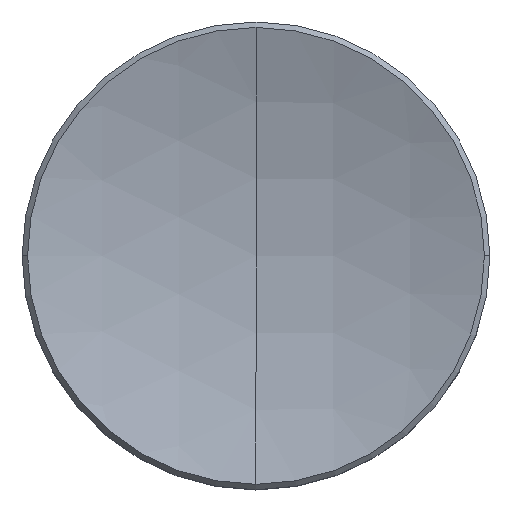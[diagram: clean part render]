
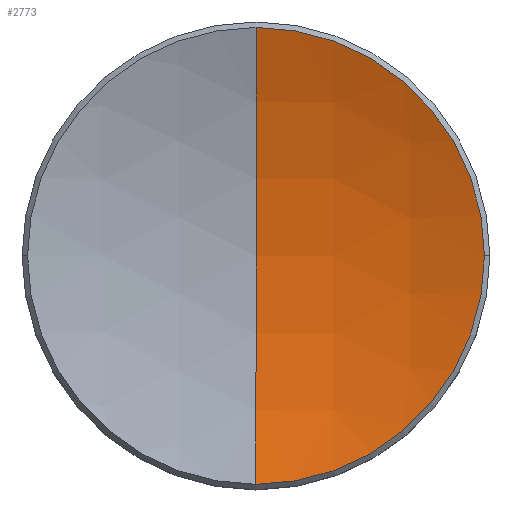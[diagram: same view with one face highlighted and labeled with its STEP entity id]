
A CAD part, top view. The second image highlights one B-rep face of the part: STEP entity #2773.
In plain terms, the highlighted spherical face has radius 19 mm.
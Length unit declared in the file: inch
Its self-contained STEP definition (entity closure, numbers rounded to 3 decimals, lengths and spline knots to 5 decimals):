
#555 = CARTESIAN_POINT ( 'NONE',  ( 0., 0., 0.11811 ) ) ;
#556 = CARTESIAN_POINT ( 'NONE',  ( 0., 0.24417, 0.15908 ) ) ;
#744 = CARTESIAN_POINT ( 'NONE',  ( 0., -0.24417, 0.15908 ) ) ;
#1143 = EDGE_LOOP ( 'NONE', ( #2004, #2000, #2005, #2001 ) ) ;
#1177 = VERTEX_POINT ( 'NONE', #556 ) ;
#1178 = VERTEX_POINT ( 'NONE', #555 ) ;
#1215 = VERTEX_POINT ( 'NONE', #744 ) ;
#1226 = VERTEX_POINT ( 'NONE', #3371 ) ;
#1352 = SPHERICAL_SURFACE ( 'NONE', #3023, 0.74803 ) ;
#1379 = FACE_OUTER_BOUND ( 'NONE', #1143, .T. ) ;
#1457 = CARTESIAN_POINT ( 'NONE',  ( 0., 0., 0.86614 ) ) ;
#1458 = DIRECTION ( 'NONE',  ( 1., 0., 0. ) ) ;
#1459 = DIRECTION ( 'NONE',  ( 0., 0., -1. ) ) ;
#1460 = CARTESIAN_POINT ( 'NONE',  ( 0., 0., 0.15908 ) ) ;
#1461 = DIRECTION ( 'NONE',  ( 0., 0., 1. ) ) ;
#1462 = DIRECTION ( 'NONE',  ( 1., 0., 0. ) ) ;
#1475 = CARTESIAN_POINT ( 'NONE',  ( 0., 0., 0.86614 ) ) ;
#1476 = DIRECTION ( 'NONE',  ( -1., 0., 0. ) ) ;
#1477 = DIRECTION ( 'NONE',  ( 0., -1., 0. ) ) ;
#1481 = CARTESIAN_POINT ( 'NONE',  ( 0., 0., 0.15908 ) ) ;
#1482 = DIRECTION ( 'NONE',  ( 0., 0., 1. ) ) ;
#1483 = DIRECTION ( 'NONE',  ( 1., 0., 0. ) ) ;
#2000 = ORIENTED_EDGE ( 'NONE', *, *, #2882, .T. ) ;
#2001 = ORIENTED_EDGE ( 'NONE', *, *, #2876, .T. ) ;
#2004 = ORIENTED_EDGE ( 'NONE', *, *, #2875, .F. ) ;
#2005 = ORIENTED_EDGE ( 'NONE', *, *, #2884, .T. ) ;
#2146 = CARTESIAN_POINT ( 'NONE',  ( 0., 0., 0.86614 ) ) ;
#2147 = DIRECTION ( 'NONE',  ( -1., 0., 0. ) ) ;
#2148 = DIRECTION ( 'NONE',  ( 0., 1., 0. ) ) ;
#2773 = ADVANCED_FACE ( 'NONE', ( #1379 ), #1352, .F. ) ;
#2875 = EDGE_CURVE ( 'NONE', #1178, #1177, #3073, .T. ) ;
#2876 = EDGE_CURVE ( 'NONE', #1226, #1177, #3099, .T. ) ;
#2882 = EDGE_CURVE ( 'NONE', #1178, #1215, #3109, .T. ) ;
#2884 = EDGE_CURVE ( 'NONE', #1215, #1226, #3107, .T. ) ;
#3023 = AXIS2_PLACEMENT_3D ( 'NONE', #2146, #2147, #2148 ) ;
#3073 = CIRCLE ( 'NONE', #3106, 0.74803 ) ;
#3099 = CIRCLE ( 'NONE', #3108, 0.24417 ) ;
#3106 = AXIS2_PLACEMENT_3D ( 'NONE', #1457, #1458, #1459 ) ;
#3107 = CIRCLE ( 'NONE', #3119, 0.24417 ) ;
#3108 = AXIS2_PLACEMENT_3D ( 'NONE', #1460, #1461, #1462 ) ;
#3109 = CIRCLE ( 'NONE', #3117, 0.74803 ) ;
#3117 = AXIS2_PLACEMENT_3D ( 'NONE', #1475, #1476, #1477 ) ;
#3119 = AXIS2_PLACEMENT_3D ( 'NONE', #1481, #1482, #1483 ) ;
#3371 = CARTESIAN_POINT ( 'NONE',  ( 0.24417, 0., 0.15908 ) ) ;
